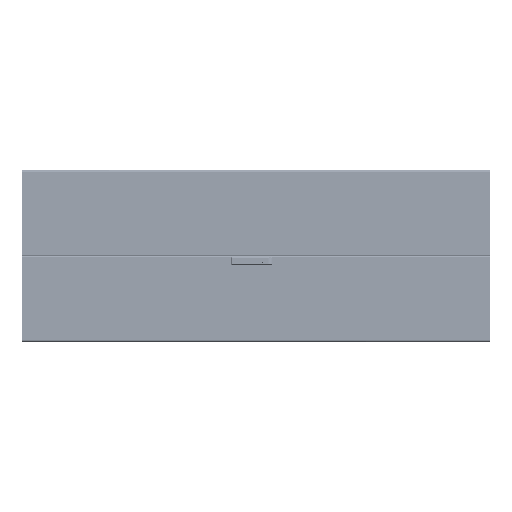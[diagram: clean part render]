
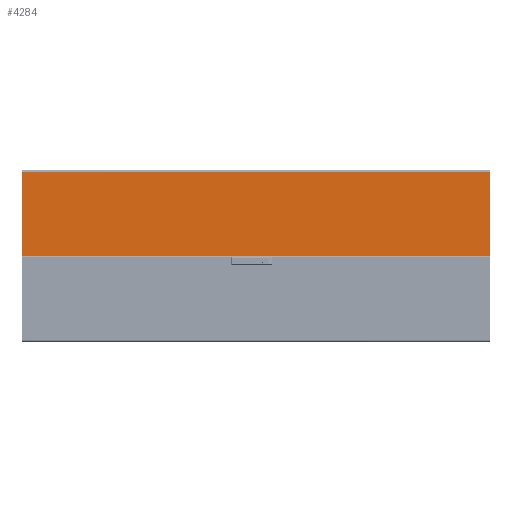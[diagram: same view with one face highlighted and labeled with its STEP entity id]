
A CAD part, top view. The second image highlights one B-rep face of the part: STEP entity #4284.
In plain terms, the highlighted face is planar.
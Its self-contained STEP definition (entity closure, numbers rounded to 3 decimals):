
#4284 = ADVANCED_FACE ( 'NONE', ( #34655 ), #49936, .F. ) ;
#18707 = VERTEX_POINT ( 'NONE', #107372 ) ;
#18710 = VERTEX_POINT ( 'NONE', #107375 ) ;
#18712 = VERTEX_POINT ( 'NONE', #107378 ) ;
#18714 = VERTEX_POINT ( 'NONE', #107381 ) ;
#34655 = FACE_OUTER_BOUND ( 'NONE', #78085, .T. ) ;
#35429 = ORIENTED_EDGE ( 'NONE', *, *, #91525, .T. ) ;
#35431 = ORIENTED_EDGE ( 'NONE', *, *, #91524, .T. ) ;
#35433 = ORIENTED_EDGE ( 'NONE', *, *, #91518, .T. ) ;
#35435 = ORIENTED_EDGE ( 'NONE', *, *, #91526, .T. ) ;
#47764 = AXIS2_PLACEMENT_3D ( 'NONE', #49923, #49941, #49942 ) ;
#49923 = CARTESIAN_POINT ( 'NONE',  ( 195., -1075.5, 0. ) ) ;
#49936 = PLANE ( 'NONE',  #47764 ) ;
#49941 = DIRECTION ( 'NONE',  ( 0., 0., 1. ) ) ;
#49942 = DIRECTION ( 'NONE',  ( 1., 0., 0. ) ) ;
#78085 = EDGE_LOOP ( 'NONE', ( #35429, #35431, #35433, #35435 ) ) ;
#84301 = CARTESIAN_POINT ( 'NONE',  ( 187.5, 1075.49, 0. ) ) ;
#84302 = DIRECTION ( 'NONE',  ( 0., -1., 0. ) ) ;
#84315 = CARTESIAN_POINT ( 'NONE',  ( -195., 1075.49, 0. ) ) ;
#84316 = DIRECTION ( 'NONE',  ( 1., 0., 0. ) ) ;
#84317 = CARTESIAN_POINT ( 'NONE',  ( -194.9, -1075.49, 0. ) ) ;
#84318 = DIRECTION ( 'NONE',  ( 0., 1., 0. ) ) ;
#84319 = CARTESIAN_POINT ( 'NONE',  ( 195., -1075.49, 0. ) ) ;
#84320 = DIRECTION ( 'NONE',  ( -1., 0., 0. ) ) ;
#84670 = LINE ( 'NONE', #84301, #84674 ) ;
#84674 = VECTOR ( 'NONE', #84302, 1000. ) ;
#84679 = VECTOR ( 'NONE', #84316, 1000. ) ;
#84687 = LINE ( 'NONE', #84315, #84679 ) ;
#84689 = LINE ( 'NONE', #84317, #84690 ) ;
#84690 = VECTOR ( 'NONE', #84318, 1000. ) ;
#84691 = LINE ( 'NONE', #84319, #84692 ) ;
#84692 = VECTOR ( 'NONE', #84320, 1000. ) ;
#91518 = EDGE_CURVE ( 'NONE', #18712, #18714, #84670, .T. ) ;
#91524 = EDGE_CURVE ( 'NONE', #18710, #18712, #84687, .T. ) ;
#91525 = EDGE_CURVE ( 'NONE', #18707, #18710, #84689, .T. ) ;
#91526 = EDGE_CURVE ( 'NONE', #18714, #18707, #84691, .T. ) ;
#107372 = CARTESIAN_POINT ( 'NONE',  ( -194.9, -1075.49, 0. ) ) ;
#107375 = CARTESIAN_POINT ( 'NONE',  ( -194.9, 1075.49, 0. ) ) ;
#107378 = CARTESIAN_POINT ( 'NONE',  ( 187.5, 1075.49, 0. ) ) ;
#107381 = CARTESIAN_POINT ( 'NONE',  ( 187.5, -1075.49, 0. ) ) ;
